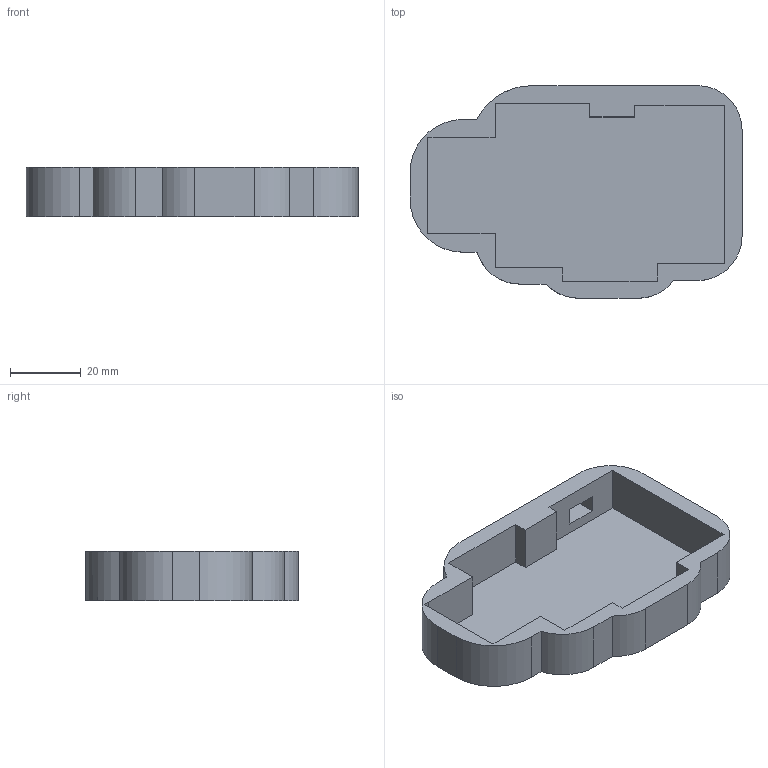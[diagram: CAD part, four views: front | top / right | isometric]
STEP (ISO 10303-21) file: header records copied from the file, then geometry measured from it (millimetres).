
FILE_DESCRIPTION(/* description */ ('KiCad electronic assembly','CAx-IF Rec.Pracs.---Representation and Presentation of Product Manufacturing Information (PMI)---4.0---2014-10-13'),/* implementation_level */ '2;1');
FILE_NAME(/* name */ 'v1perkeeb v4.step',/* time_stamp */ '2025-02-20T00:39:16+03:00',/* author */ (''),/* organization */ (''),/* preprocessor_version */ 'ST-DEVELOPER v20',/* originating_system */ 'Autodesk Translation Framework v13.20.0.188',/* authorisation */ '');
FILE_SCHEMA (('AP242_MANAGED_MODEL_BASED_3D_ENGINEERING_MIM_LF { 1 0 10303 442 1 1 4 }'));
Length unit declared in the file: millimetre
Products named in the file (2): v1perkeeb 1; Component6
Assembly tree (1 placements, depth 2):
  v1perkeeb 1
    Component6
Bounding box: 93.7 x 60 x 14 mm (x, y, z)
Volume: 20407.7 mm3; surface area: 16912.6 mm2
Topology: 1 solids, 1 shells, 45 faces, 129 edges, 86 vertices
Faces by surface type: plane 37, cylinder 8
Entity records: 1529 total; most frequent: CARTESIAN_POINT 263, ORIENTED_EDGE 258, DIRECTION 243, EDGE_CURVE 129, LINE 111, VECTOR 111, VERTEX_POINT 86, AXIS2_PLACEMENT_3D 66
